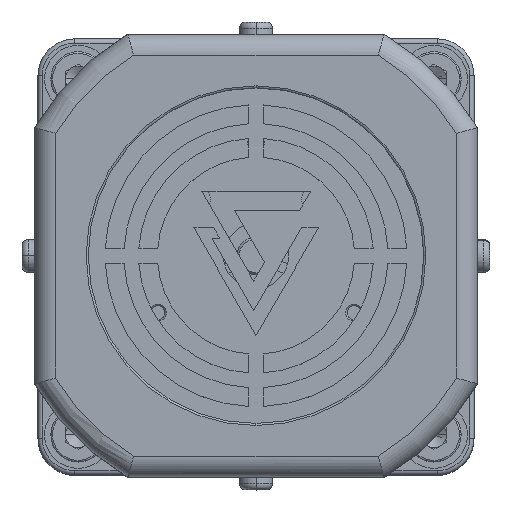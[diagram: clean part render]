
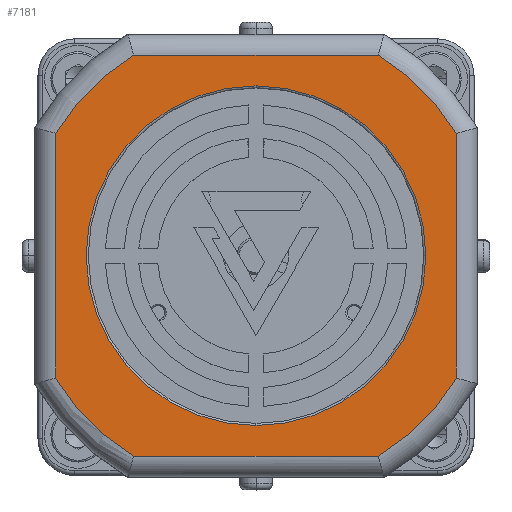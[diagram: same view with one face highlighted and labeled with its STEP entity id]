
A CAD part, top view. The second image highlights one B-rep face of the part: STEP entity #7181.
In plain terms, the highlighted planar face has unit normal (0, 0, 1).
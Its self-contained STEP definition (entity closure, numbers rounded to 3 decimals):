
#1 = EDGE_CURVE ( 'NONE', #8918, #485, #12135, .T. ) ;
#165 = EDGE_LOOP ( 'NONE', ( #3611, #5299, #12658, #10340, #6382, #3336, #6843, #841 ) ) ;
#232 = AXIS2_PLACEMENT_3D ( 'NONE', #4611, #8826, #12959 ) ;
#399 = DIRECTION ( 'NONE',  ( 0., 1., 0. ) ) ;
#401 = PLANE ( 'NONE',  #232 ) ;
#485 = VERTEX_POINT ( 'NONE', #5438 ) ;
#621 = AXIS2_PLACEMENT_3D ( 'NONE', #3916, #8129, #12279 ) ;
#632 = CIRCLE ( 'NONE', #621, 56. ) ;
#692 = VERTEX_POINT ( 'NONE', #1709 ) ;
#736 = DIRECTION ( 'NONE',  ( 0., 0., 1. ) ) ;
#841 = ORIENTED_EDGE ( 'NONE', *, *, #7062, .T. ) ;
#938 = AXIS2_PLACEMENT_3D ( 'NONE', #4805, #9020, #13145 ) ;
#973 = CARTESIAN_POINT ( 'NONE',  ( -66.73, 1.279, 106. ) ) ;
#1062 = CARTESIAN_POINT ( 'NONE',  ( -18.93, 1.279, 106. ) ) ;
#1462 = ORIENTED_EDGE ( 'NONE', *, *, #1, .T. ) ;
#1555 = CARTESIAN_POINT ( 'NONE',  ( -18.93, 41.779, 106. ) ) ;
#1709 = CARTESIAN_POINT ( 'NONE',  ( 10.245, 49.079, 106. ) ) ;
#1926 = VECTOR ( 'NONE', #3381, 1000. ) ;
#1963 = CARTESIAN_POINT ( 'NONE',  ( -66.73, 30.454, 106. ) ) ;
#1994 = LINE ( 'NONE', #6211, #7504 ) ;
#2094 = CARTESIAN_POINT ( 'NONE',  ( 10.245, -46.521, 106. ) ) ;
#2159 = CARTESIAN_POINT ( 'NONE',  ( -48.104, -46.521, 106. ) ) ;
#2170 = CARTESIAN_POINT ( 'NONE',  ( -18.93, 1.279, 106. ) ) ;
#2767 = EDGE_CURVE ( 'NONE', #8014, #9049, #3717, .T. ) ;
#3174 = CARTESIAN_POINT ( 'NONE',  ( 11.618, -46.521, 106. ) ) ;
#3262 = CARTESIAN_POINT ( 'NONE',  ( 28.87, -27.896, 106. ) ) ;
#3336 = ORIENTED_EDGE ( 'NONE', *, *, #9566, .T. ) ;
#3381 = DIRECTION ( 'NONE',  ( -1., 0., 0. ) ) ;
#3611 = ORIENTED_EDGE ( 'NONE', *, *, #10927, .T. ) ;
#3717 = CIRCLE ( 'NONE', #7251, 56. ) ;
#3916 = CARTESIAN_POINT ( 'NONE',  ( -18.93, 1.279, 106. ) ) ;
#3936 = EDGE_CURVE ( 'NONE', #7878, #13040, #632, .T. ) ;
#4052 = EDGE_CURVE ( 'NONE', #4770, #12028, #12826, .T. ) ;
#4611 = CARTESIAN_POINT ( 'NONE',  ( -18.93, 1.279, 106. ) ) ;
#4770 = VERTEX_POINT ( 'NONE', #9355 ) ;
#4805 = CARTESIAN_POINT ( 'NONE',  ( -18.93, 1.279, 106. ) ) ;
#4859 = CARTESIAN_POINT ( 'NONE',  ( 28.87, 30.454, 106. ) ) ;
#4954 = DIRECTION ( 'NONE',  ( 0., 1., 0. ) ) ;
#5203 = DIRECTION ( 'NONE',  ( 0., -1., 0. ) ) ;
#5285 = DIRECTION ( 'NONE',  ( 0., 0., 1. ) ) ;
#5299 = ORIENTED_EDGE ( 'NONE', *, *, #12404, .T. ) ;
#5438 = CARTESIAN_POINT ( 'NONE',  ( -18.93, -39.221, 106. ) ) ;
#5665 = CARTESIAN_POINT ( 'NONE',  ( -18.93, 1.279, 106. ) ) ;
#5666 = FACE_BOUND ( 'NONE', #11934, .T. ) ;
#5684 = VECTOR ( 'NONE', #5203, 1000. ) ;
#6211 = CARTESIAN_POINT ( 'NONE',  ( 28.87, 31.827, 106. ) ) ;
#6292 = AXIS2_PLACEMENT_3D ( 'NONE', #10187, #736, #4954 ) ;
#6380 = DIRECTION ( 'NONE',  ( 0., 0., 1. ) ) ;
#6382 = ORIENTED_EDGE ( 'NONE', *, *, #4052, .T. ) ;
#6843 = ORIENTED_EDGE ( 'NONE', *, *, #3936, .T. ) ;
#6907 = CIRCLE ( 'NONE', #938, 40.5 ) ;
#7062 = EDGE_CURVE ( 'NONE', #13040, #9400, #1994, .T. ) ;
#7181 = ADVANCED_FACE ( 'NONE', ( #5666, #9854 ), #401, .F. ) ;
#7251 = AXIS2_PLACEMENT_3D ( 'NONE', #1062, #5285, #9486 ) ;
#7395 = DIRECTION ( 'NONE',  ( 1., 0., 0. ) ) ;
#7504 = VECTOR ( 'NONE', #10403, 1000. ) ;
#7671 = EDGE_CURVE ( 'NONE', #485, #8918, #6907, .T. ) ;
#7878 = VERTEX_POINT ( 'NONE', #2094 ) ;
#8014 = VERTEX_POINT ( 'NONE', #10156 ) ;
#8129 = DIRECTION ( 'NONE',  ( 0., 0., 1. ) ) ;
#8625 = LINE ( 'NONE', #12763, #1926 ) ;
#8826 = DIRECTION ( 'NONE',  ( 0., 0., -1. ) ) ;
#8918 = VERTEX_POINT ( 'NONE', #1555 ) ;
#9020 = DIRECTION ( 'NONE',  ( 0., 0., -1. ) ) ;
#9049 = VERTEX_POINT ( 'NONE', #1963 ) ;
#9355 = CARTESIAN_POINT ( 'NONE',  ( -66.73, -27.896, 106. ) ) ;
#9400 = VERTEX_POINT ( 'NONE', #4859 ) ;
#9486 = DIRECTION ( 'NONE',  ( 0., 1., 0. ) ) ;
#9566 = EDGE_CURVE ( 'NONE', #12028, #7878, #12569, .T. ) ;
#9853 = DIRECTION ( 'NONE',  ( 0., 0., -1. ) ) ;
#9854 = FACE_OUTER_BOUND ( 'NONE', #165, .T. ) ;
#10156 = CARTESIAN_POINT ( 'NONE',  ( -48.104, 49.079, 106. ) ) ;
#10187 = CARTESIAN_POINT ( 'NONE',  ( -18.93, 1.279, 106. ) ) ;
#10340 = ORIENTED_EDGE ( 'NONE', *, *, #12277, .T. ) ;
#10403 = DIRECTION ( 'NONE',  ( 0., 1., 0. ) ) ;
#10424 = LINE ( 'NONE', #973, #5684 ) ;
#10574 = DIRECTION ( 'NONE',  ( 0., 1., 0. ) ) ;
#10819 = ORIENTED_EDGE ( 'NONE', *, *, #7671, .T. ) ;
#10927 = EDGE_CURVE ( 'NONE', #9400, #692, #12199, .T. ) ;
#11461 = AXIS2_PLACEMENT_3D ( 'NONE', #5665, #9853, #399 ) ;
#11934 = EDGE_LOOP ( 'NONE', ( #1462, #10819 ) ) ;
#12028 = VERTEX_POINT ( 'NONE', #2159 ) ;
#12135 = CIRCLE ( 'NONE', #11461, 40.5 ) ;
#12199 = CIRCLE ( 'NONE', #6292, 56. ) ;
#12277 = EDGE_CURVE ( 'NONE', #9049, #4770, #10424, .T. ) ;
#12279 = DIRECTION ( 'NONE',  ( 0., 1., 0. ) ) ;
#12364 = VECTOR ( 'NONE', #7395, 1000. ) ;
#12404 = EDGE_CURVE ( 'NONE', #692, #8014, #8625, .T. ) ;
#12569 = LINE ( 'NONE', #3174, #12364 ) ;
#12658 = ORIENTED_EDGE ( 'NONE', *, *, #2767, .T. ) ;
#12763 = CARTESIAN_POINT ( 'NONE',  ( -18.93, 49.079, 106. ) ) ;
#12804 = AXIS2_PLACEMENT_3D ( 'NONE', #2170, #6380, #10574 ) ;
#12826 = CIRCLE ( 'NONE', #12804, 56. ) ;
#12959 = DIRECTION ( 'NONE',  ( 0., 1., 0. ) ) ;
#13040 = VERTEX_POINT ( 'NONE', #3262 ) ;
#13145 = DIRECTION ( 'NONE',  ( 0., 1., 0. ) ) ;
